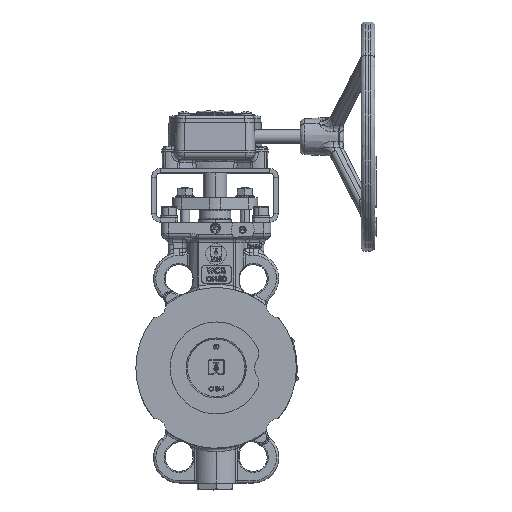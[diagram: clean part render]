
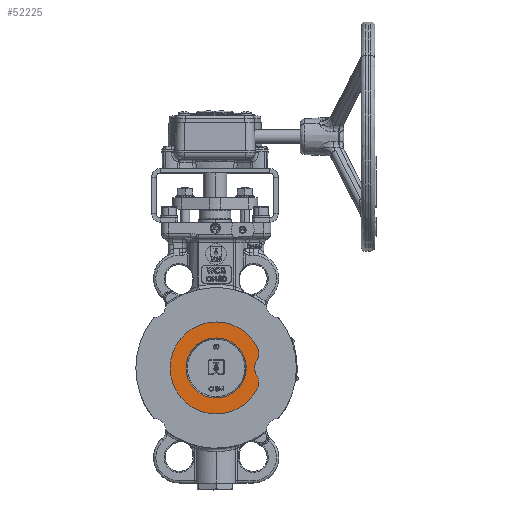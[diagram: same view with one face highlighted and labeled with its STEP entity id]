
A CAD part, top view. The second image highlights one B-rep face of the part: STEP entity #52225.
In plain terms, the highlighted planar face has unit normal (0, 0, 1).
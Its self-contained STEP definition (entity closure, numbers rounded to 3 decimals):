
#956 = PLANE ( 'NONE',  #163104 ) ;
#1825 = DIRECTION ( 'NONE',  ( 0., 0., -1. ) ) ;
#5539 = DIRECTION ( 'NONE',  ( -1., 0., 0. ) ) ;
#6380 = ORIENTED_EDGE ( 'NONE', *, *, #149734, .F. ) ;
#11795 = CIRCLE ( 'NONE', #62166, 1574.803 ) ;
#12095 = CARTESIAN_POINT ( 'NONE',  ( 1408.083, 705.2, 846.457 ) ) ;
#12149 = FACE_OUTER_BOUND ( 'NONE', #71238, .T. ) ;
#12863 = EDGE_CURVE ( 'NONE', #171705, #79562, #135359, .T. ) ;
#17386 = ORIENTED_EDGE ( 'NONE', *, *, #152710, .T. ) ;
#19334 = CARTESIAN_POINT ( 'NONE',  ( 1408.083, -705.2, 846.457 ) ) ;
#19422 = CARTESIAN_POINT ( 'NONE',  ( 985.658, 493.64, 846.457 ) ) ;
#20452 = AXIS2_PLACEMENT_3D ( 'NONE', #47481, #77047, #158553 ) ;
#24982 = VERTEX_POINT ( 'NONE', #159648 ) ;
#27236 = CIRCLE ( 'NONE', #92430, 1574.803 ) ;
#31477 = DIRECTION ( 'NONE',  ( 0., 0., 1. ) ) ;
#32400 = CARTESIAN_POINT ( 'NONE',  ( 0., 0., 846.457 ) ) ;
#33533 = CARTESIAN_POINT ( 'NONE',  ( 985.658, -493.64, 846.457 ) ) ;
#35149 = DIRECTION ( 'NONE',  ( -1., 0., 0. ) ) ;
#35734 = CARTESIAN_POINT ( 'NONE',  ( 1027.559, 0., 846.457 ) ) ;
#35745 = CARTESIAN_POINT ( 'NONE',  ( 985.658, -493.64, 846.457 ) ) ;
#43589 = CARTESIAN_POINT ( 'NONE',  ( 0., 0., 846.457 ) ) ;
#47481 = CARTESIAN_POINT ( 'NONE',  ( 1791.339, 0., 846.457 ) ) ;
#49051 = DIRECTION ( 'NONE',  ( 0., 0., -1. ) ) ;
#49919 = CIRCLE ( 'NONE', #20452, 472.441 ) ;
#50531 = EDGE_CURVE ( 'NONE', #102577, #74338, #68754, .T. ) ;
#52225 = ADVANCED_FACE ( 'NONE', ( #12149, #170353 ), #956, .F. ) ;
#52820 = EDGE_CURVE ( 'NONE', #132448, #88931, #27236, .T. ) ;
#55406 = DIRECTION ( 'NONE',  ( 0., -1., 0. ) ) ;
#55498 = AXIS2_PLACEMENT_3D ( 'NONE', #19422, #31477, #35149 ) ;
#56555 = CIRCLE ( 'NONE', #59577, 1027.559 ) ;
#58485 = EDGE_CURVE ( 'NONE', #76850, #79562, #119759, .T. ) ;
#59577 = AXIS2_PLACEMENT_3D ( 'NONE', #72799, #155242, #73740 ) ;
#59802 = EDGE_CURVE ( 'NONE', #132448, #102577, #92808, .T. ) ;
#62166 = AXIS2_PLACEMENT_3D ( 'NONE', #146276, #49051, #5539 ) ;
#68594 = DIRECTION ( 'NONE',  ( 0., 0., -1. ) ) ;
#68754 = CIRCLE ( 'NONE', #157447, 472.441 ) ;
#71238 = EDGE_LOOP ( 'NONE', ( #108017, #166166, #132171, #129557, #103250, #6380, #98282 ) ) ;
#72799 = CARTESIAN_POINT ( 'NONE',  ( 0., 0., 846.457 ) ) ;
#73740 = DIRECTION ( 'NONE',  ( 0., -1., 0. ) ) ;
#74338 = VERTEX_POINT ( 'NONE', #151387 ) ;
#76850 = VERTEX_POINT ( 'NONE', #159158 ) ;
#77047 = DIRECTION ( 'NONE',  ( 0., 0., 1. ) ) ;
#79562 = VERTEX_POINT ( 'NONE', #12095 ) ;
#85557 = CARTESIAN_POINT ( 'NONE',  ( 1388.498, 246.82, 846.457 ) ) ;
#87226 = AXIS2_PLACEMENT_3D ( 'NONE', #32400, #1825, #100918 ) ;
#88151 = DIRECTION ( 'NONE',  ( 0., 0., 1. ) ) ;
#88187 = CIRCLE ( 'NONE', #129522, 1027.559 ) ;
#88931 = VERTEX_POINT ( 'NONE', #156053 ) ;
#92211 = DIRECTION ( 'NONE',  ( 0., 0., 1. ) ) ;
#92430 = AXIS2_PLACEMENT_3D ( 'NONE', #116933, #105792, #147454 ) ;
#92808 = CIRCLE ( 'NONE', #178537, 472.441 ) ;
#98282 = ORIENTED_EDGE ( 'NONE', *, *, #52820, .F. ) ;
#99467 = DIRECTION ( 'NONE',  ( -1., 0., 0. ) ) ;
#100918 = DIRECTION ( 'NONE',  ( -1., 0., 0. ) ) ;
#102577 = VERTEX_POINT ( 'NONE', #122595 ) ;
#103250 = ORIENTED_EDGE ( 'NONE', *, *, #58485, .F. ) ;
#105792 = DIRECTION ( 'NONE',  ( 0., 0., -1. ) ) ;
#108017 = ORIENTED_EDGE ( 'NONE', *, *, #59802, .T. ) ;
#112815 = CARTESIAN_POINT ( 'NONE',  ( 0., 0., 846.457 ) ) ;
#116933 = CARTESIAN_POINT ( 'NONE',  ( 0., 0., 846.457 ) ) ;
#119759 = CIRCLE ( 'NONE', #87226, 1574.803 ) ;
#119880 = EDGE_CURVE ( 'NONE', #171705, #74338, #49919, .T. ) ;
#122595 = CARTESIAN_POINT ( 'NONE',  ( 1458.099, -493.64, 846.457 ) ) ;
#125764 = DIRECTION ( 'NONE',  ( 0., 0., -1. ) ) ;
#125984 = DIRECTION ( 'NONE',  ( -1., 0., 0. ) ) ;
#129522 = AXIS2_PLACEMENT_3D ( 'NONE', #112815, #125764, #55406 ) ;
#129557 = ORIENTED_EDGE ( 'NONE', *, *, #12863, .T. ) ;
#132171 = ORIENTED_EDGE ( 'NONE', *, *, #119880, .F. ) ;
#132448 = VERTEX_POINT ( 'NONE', #19334 ) ;
#135359 = CIRCLE ( 'NONE', #55498, 472.441 ) ;
#136109 = EDGE_LOOP ( 'NONE', ( #17386, #149233 ) ) ;
#146276 = CARTESIAN_POINT ( 'NONE',  ( 0., 0., 846.457 ) ) ;
#147454 = DIRECTION ( 'NONE',  ( -1., 0., 0. ) ) ;
#147537 = VERTEX_POINT ( 'NONE', #35734 ) ;
#149233 = ORIENTED_EDGE ( 'NONE', *, *, #162480, .T. ) ;
#149734 = EDGE_CURVE ( 'NONE', #88931, #76850, #11795, .T. ) ;
#151387 = CARTESIAN_POINT ( 'NONE',  ( 1388.498, -246.82, 846.457 ) ) ;
#152710 = EDGE_CURVE ( 'NONE', #24982, #147537, #88187, .T. ) ;
#155242 = DIRECTION ( 'NONE',  ( 0., 0., -1. ) ) ;
#156053 = CARTESIAN_POINT ( 'NONE',  ( 0., -1574.803, 846.457 ) ) ;
#157447 = AXIS2_PLACEMENT_3D ( 'NONE', #33533, #88151, #159420 ) ;
#158553 = DIRECTION ( 'NONE',  ( -1., 0., 0. ) ) ;
#159158 = CARTESIAN_POINT ( 'NONE',  ( 0., 1574.803, 846.457 ) ) ;
#159420 = DIRECTION ( 'NONE',  ( -1., 0., 0. ) ) ;
#159648 = CARTESIAN_POINT ( 'NONE',  ( -1027.559, 0., 846.457 ) ) ;
#162480 = EDGE_CURVE ( 'NONE', #147537, #24982, #56555, .T. ) ;
#163104 = AXIS2_PLACEMENT_3D ( 'NONE', #43589, #68594, #125984 ) ;
#166166 = ORIENTED_EDGE ( 'NONE', *, *, #50531, .T. ) ;
#170353 = FACE_BOUND ( 'NONE', #136109, .T. ) ;
#171705 = VERTEX_POINT ( 'NONE', #85557 ) ;
#178537 = AXIS2_PLACEMENT_3D ( 'NONE', #35745, #92211, #99467 ) ;
